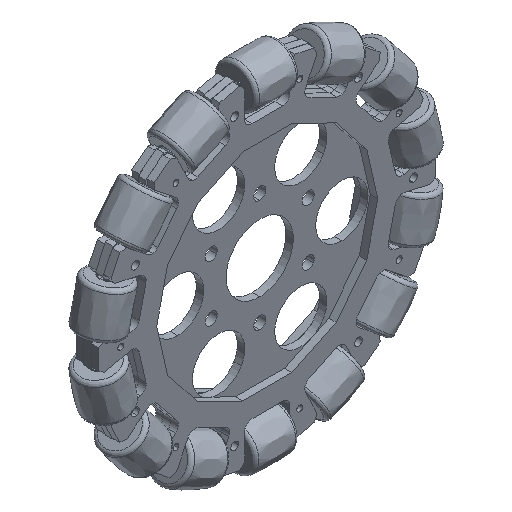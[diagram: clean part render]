
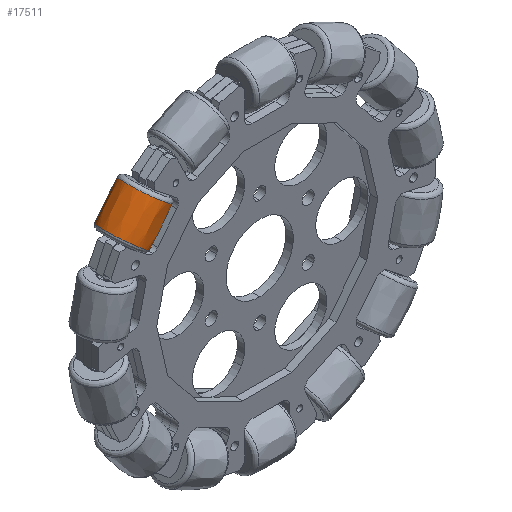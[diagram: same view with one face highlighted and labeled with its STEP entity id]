
A CAD part, isometric view. The second image highlights one B-rep face of the part: STEP entity #17511.
In plain terms, the highlighted free-form (B-spline) face has degree [3, 3] with [4, 7] control points.
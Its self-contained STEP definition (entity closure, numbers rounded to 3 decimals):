
#17422=CARTESIAN_POINT('',(-7.809,0.0,9.181));
#17423=CARTESIAN_POINT('',(-2.61,0.0,9.64));
#17424=CARTESIAN_POINT('',(2.61,0.0,9.64));
#17425=CARTESIAN_POINT('',(7.809,0.0,9.181));
#17426=CARTESIAN_POINT('',(-7.809,18.363,9.181));
#17427=CARTESIAN_POINT('',(-2.61,19.28,9.64));
#17428=CARTESIAN_POINT('',(2.61,19.28,9.64));
#17429=CARTESIAN_POINT('',(7.809,18.363,9.181));
#17430=CARTESIAN_POINT('',(-7.809,18.363,-9.181));
#17431=CARTESIAN_POINT('',(-2.61,19.28,-9.64));
#17432=CARTESIAN_POINT('',(2.61,19.28,-9.64));
#17433=CARTESIAN_POINT('',(7.809,18.363,-9.181));
#17434=CARTESIAN_POINT('',(-7.809,0.0,-9.181));
#17435=CARTESIAN_POINT('',(-2.61,0.0,-9.64));
#17436=CARTESIAN_POINT('',(2.61,0.0,-9.64));
#17437=CARTESIAN_POINT('',(7.809,0.0,-9.181));
#17438=CARTESIAN_POINT('',(-7.809,-18.363,-9.181));
#17439=CARTESIAN_POINT('',(-2.61,-19.28,-9.64));
#17440=CARTESIAN_POINT('',(2.61,-19.28,-9.64));
#17441=CARTESIAN_POINT('',(7.809,-18.363,-9.181));
#17442=CARTESIAN_POINT('',(-7.809,-18.363,9.181));
#17443=CARTESIAN_POINT('',(-2.61,-19.28,9.64));
#17444=CARTESIAN_POINT('',(2.61,-19.28,9.64));
#17445=CARTESIAN_POINT('',(7.809,-18.363,9.181));
#17446=CARTESIAN_POINT('',(-7.809,0.0,9.181));
#17447=CARTESIAN_POINT('',(-2.61,0.0,9.64));
#17448=CARTESIAN_POINT('',(2.61,0.0,9.64));
#17449=CARTESIAN_POINT('',(7.809,0.0,9.181));
#17457=(BOUNDED_SURFACE()B_SPLINE_SURFACE(3,3,((#17422,#17426,#17430,#17434,#17438,#17442,#17446),(#17423,#17427,#17431,#17435,#17439,#17443,#17447),(#17424,#17428,#17432,#17436,#17440,#17444,#17448),(#17425,#17429,#17433,#17437,#17441,#17445,#17449)),.UNSPECIFIED.,.F.,.T.,.U.)B_SPLINE_SURFACE_WITH_KNOTS((4,4),(4,3,4),(0.0,6.283),(-0.088,0.,0.088),.UNSPECIFIED.)GEOMETRIC_REPRESENTATION_ITEM()RATIONAL_B_SPLINE_SURFACE(((1.0,0.333,0.333,1.0,0.333,0.333,1.0),(0.997,0.332,0.332,0.997,0.332,0.332,0.997),(0.997,0.332,0.332,0.997,0.332,0.332,0.997),(1.0,0.333,0.333,1.0,0.333,0.333,1.0)))REPRESENTATION_ITEM('')SURFACE());
#17458=CARTESIAN_POINT('',(7.809,0.0,9.181));
#17459=VERTEX_POINT('',#17458);
#17460=CARTESIAN_POINT('',(-7.809,0.0,9.181));
#17461=VERTEX_POINT('',#17460);
#17462=CARTESIAN_POINT('',(7.809,0.0,9.181));
#17463=CARTESIAN_POINT('',(2.61,0.0,9.64));
#17464=CARTESIAN_POINT('',(-2.61,0.0,9.64));
#17465=CARTESIAN_POINT('',(-7.809,0.0,9.181));
#17473=(BOUNDED_CURVE()B_SPLINE_CURVE(3,(#17462,#17463,#17464,#17465),.UNSPECIFIED.,.F.,.U.)B_SPLINE_CURVE_WITH_KNOTS((4,4),(0.0,6.283),.UNSPECIFIED.)CURVE()GEOMETRIC_REPRESENTATION_ITEM()RATIONAL_B_SPLINE_CURVE((1.0,0.997,0.997,1.0))REPRESENTATION_ITEM(''));
#17474=EDGE_CURVE('',#17459,#17461,#17473,.T.);
#17475=ORIENTED_EDGE('',*,*,#17474,.T.);
#17476=CARTESIAN_POINT('',(-7.809,0.0,-9.181));
#17477=VERTEX_POINT('',#17476);
#17478=CARTESIAN_POINT('',(-7.809,0.0,0.0));
#17479=DIRECTION('',(1.0,0.0,0.0));
#17480=DIRECTION('',(0.0,0.0,-1.0));
#17481=AXIS2_PLACEMENT_3D('',#17478,#17479,#17480);
#17482=CIRCLE('',#17481,9.181);
#17483=EDGE_CURVE('',#17461,#17477,#17482,.T.);
#17484=ORIENTED_EDGE('',*,*,#17483,.T.);
#17485=CARTESIAN_POINT('',(-7.809,0.0,0.0));
#17486=DIRECTION('',(1.0,0.0,0.0));
#17487=DIRECTION('',(0.0,0.0,-1.0));
#17488=AXIS2_PLACEMENT_3D('',#17485,#17486,#17487);
#17489=CIRCLE('',#17488,9.181);
#17490=EDGE_CURVE('',#17477,#17461,#17489,.T.);
#17491=ORIENTED_EDGE('',*,*,#17490,.T.);
#17492=ORIENTED_EDGE('',*,*,#17474,.F.);
#17493=CARTESIAN_POINT('',(7.809,0.0,-9.181));
#17494=VERTEX_POINT('',#17493);
#17495=CARTESIAN_POINT('',(7.809,0.0,0.0));
#17496=DIRECTION('',(-1.0,0.0,0.0));
#17497=DIRECTION('',(0.0,0.0,1.0));
#17498=AXIS2_PLACEMENT_3D('',#17495,#17496,#17497);
#17499=CIRCLE('',#17498,9.181);
#17500=EDGE_CURVE('',#17459,#17494,#17499,.T.);
#17501=ORIENTED_EDGE('',*,*,#17500,.T.);
#17502=CARTESIAN_POINT('',(7.809,0.0,0.0));
#17503=DIRECTION('',(-1.0,0.0,0.0));
#17504=DIRECTION('',(0.0,0.0,1.0));
#17505=AXIS2_PLACEMENT_3D('',#17502,#17503,#17504);
#17506=CIRCLE('',#17505,9.181);
#17507=EDGE_CURVE('',#17494,#17459,#17506,.T.);
#17508=ORIENTED_EDGE('',*,*,#17507,.T.);
#17509=EDGE_LOOP('',(#17475,#17484,#17491,#17492,#17501,#17508));
#17510=FACE_OUTER_BOUND('',#17509,.T.);
#17511=ADVANCED_FACE('',(#17510),#17457,.T.);
